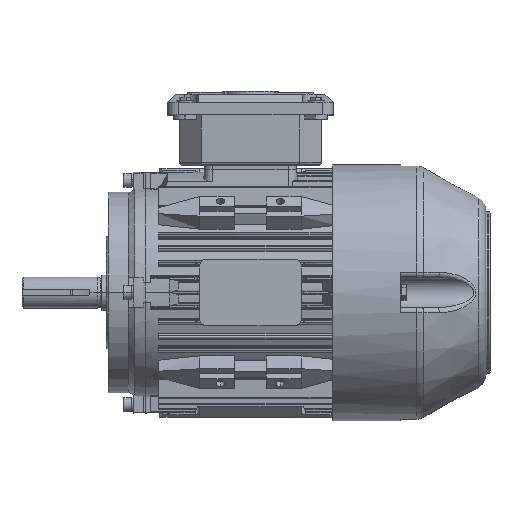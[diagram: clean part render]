
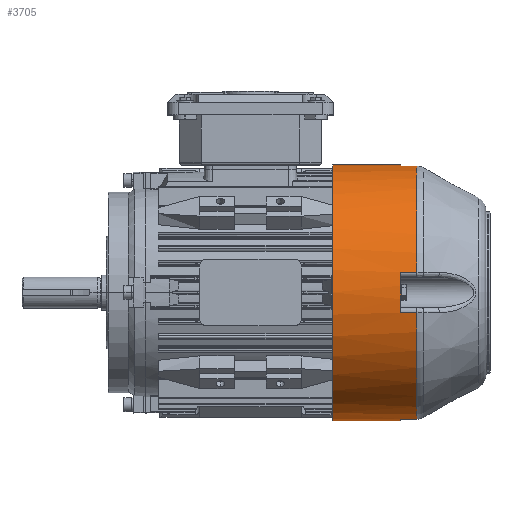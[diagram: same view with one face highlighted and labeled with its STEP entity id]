
A CAD part, top view. The second image highlights one B-rep face of the part: STEP entity #3705.
In plain terms, the highlighted cylindrical face has radius 92 mm (diameter 184 mm), a partial arc.
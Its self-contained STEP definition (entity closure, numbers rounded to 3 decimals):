
#2904 = VERTEX_POINT ( 'NONE', #39829 ) ;
#3621 = ORIENTED_EDGE ( 'NONE', *, *, #3622, .F. ) ;
#3622 = EDGE_CURVE ( 'NONE', #2904, #3717, #42988, .T. ) ;
#3673 = VERTEX_POINT ( 'NONE', #43366 ) ;
#3674 = ORIENTED_EDGE ( 'NONE', *, *, #3675, .T. ) ;
#3675 = EDGE_CURVE ( 'NONE', #3673, #3676, #43365, .T. ) ;
#3676 = VERTEX_POINT ( 'NONE', #43358 ) ;
#3677 = ORIENTED_EDGE ( 'NONE', *, *, #3678, .T. ) ;
#3678 = EDGE_CURVE ( 'NONE', #3676, #3679, #43353, .T. ) ;
#3679 = VERTEX_POINT ( 'NONE', #43466 ) ;
#3680 = ORIENTED_EDGE ( 'NONE', *, *, #3681, .T. ) ;
#3681 = EDGE_CURVE ( 'NONE', #3679, #3710, #43465, .T. ) ;
#3688 = ORIENTED_EDGE ( 'NONE', *, *, #3690, .T. ) ;
#3690 = EDGE_CURVE ( 'NONE', #2904, #3691, #43421, .T. ) ;
#3691 = VERTEX_POINT ( 'NONE', #43416 ) ;
#3692 = ORIENTED_EDGE ( 'NONE', *, *, #3693, .T. ) ;
#3693 = EDGE_CURVE ( 'NONE', #3691, #3694, #43532, .T. ) ;
#3694 = VERTEX_POINT ( 'NONE', #43524 ) ;
#3695 = ORIENTED_EDGE ( 'NONE', *, *, #3696, .T. ) ;
#3696 = EDGE_CURVE ( 'NONE', #3694, #3697, #43519, .T. ) ;
#3697 = VERTEX_POINT ( 'NONE', #43512 ) ;
#3699 = ORIENTED_EDGE ( 'NONE', *, *, #3700, .T. ) ;
#3700 = EDGE_CURVE ( 'NONE', #3697, #3701, #43508, .T. ) ;
#3701 = VERTEX_POINT ( 'NONE', #43501 ) ;
#3702 = ORIENTED_EDGE ( 'NONE', *, *, #3703, .T. ) ;
#3703 = EDGE_CURVE ( 'NONE', #3701, #3673, #43496, .T. ) ;
#3705 = ADVANCED_FACE ( 'NONE', ( #43481 ), #43477, .T. ) ;
#3706 = EDGE_LOOP ( 'NONE', ( #3707, #3712, #3715, #3621, #3688, #3692, #3695, #3699, #3702, #3674, #3677, #3680 ) ) ;
#3707 = ORIENTED_EDGE ( 'NONE', *, *, #3708, .T. ) ;
#3708 = EDGE_CURVE ( 'NONE', #3710, #3711, #43601, .T. ) ;
#3710 = VERTEX_POINT ( 'NONE', #43591 ) ;
#3711 = VERTEX_POINT ( 'NONE', #43587 ) ;
#3712 = ORIENTED_EDGE ( 'NONE', *, *, #3713, .T. ) ;
#3713 = EDGE_CURVE ( 'NONE', #3711, #3714, #43579, .T. ) ;
#3714 = VERTEX_POINT ( 'NONE', #43574 ) ;
#3715 = ORIENTED_EDGE ( 'NONE', *, *, #3716, .F. ) ;
#3716 = EDGE_CURVE ( 'NONE', #3717, #3714, #43570, .T. ) ;
#3717 = VERTEX_POINT ( 'NONE', #43561 ) ;
#39829 = CARTESIAN_POINT ( 'NONE',  ( 49., 0., 92. ) ) ;
#42985 = DIRECTION ( 'NONE',  ( -1., 0., 0. ) ) ;
#42986 = VECTOR ( 'NONE', #42985, 1000. ) ;
#42987 = CARTESIAN_POINT ( 'NONE',  ( 0., 0., 92. ) ) ;
#42988 = LINE ( 'NONE', #42987, #42986 ) ;
#43347 = DIRECTION ( 'NONE',  ( 0., 0., 1. ) ) ;
#43348 = DIRECTION ( 'NONE',  ( -1., 0., 0. ) ) ;
#43349 = CARTESIAN_POINT ( 'NONE',  ( 60.555, 0., 0. ) ) ;
#43351 = AXIS2_PLACEMENT_3D ( 'NONE', #43349, #43348, #43347 ) ;
#43353 = CIRCLE ( 'NONE', #43351, 92. ) ;
#43358 = CARTESIAN_POINT ( 'NONE',  ( 60.555, 90.855, -14.472 ) ) ;
#43359 = DIRECTION ( 'NONE',  ( 1., 0., 0. ) ) ;
#43361 = VECTOR ( 'NONE', #43359, 1000. ) ;
#43363 = CARTESIAN_POINT ( 'NONE',  ( 0., 90.855, -14.472 ) ) ;
#43365 = LINE ( 'NONE', #43363, #43361 ) ;
#43366 = CARTESIAN_POINT ( 'NONE',  ( 49., 90.855, -14.472 ) ) ;
#43416 = CARTESIAN_POINT ( 'NONE',  ( 49., 14.472, 90.855 ) ) ;
#43417 = DIRECTION ( 'NONE',  ( 0., 0., 1. ) ) ;
#43418 = DIRECTION ( 'NONE',  ( -1., 0., 0. ) ) ;
#43419 = CARTESIAN_POINT ( 'NONE',  ( 49., 0., 0. ) ) ;
#43420 = AXIS2_PLACEMENT_3D ( 'NONE', #43419, #43418, #43417 ) ;
#43421 = CIRCLE ( 'NONE', #43420, 92. ) ;
#43461 = DIRECTION ( 'NONE',  ( -1., 0., 0. ) ) ;
#43462 = VECTOR ( 'NONE', #43461, 1000. ) ;
#43463 = CARTESIAN_POINT ( 'NONE',  ( 0., 14.472, -90.855 ) ) ;
#43465 = LINE ( 'NONE', #43463, #43462 ) ;
#43466 = CARTESIAN_POINT ( 'NONE',  ( 60.555, 14.472, -90.855 ) ) ;
#43471 = DIRECTION ( 'NONE',  ( 0., 0., 1. ) ) ;
#43473 = DIRECTION ( 'NONE',  ( -1., 0., 0. ) ) ;
#43475 = CARTESIAN_POINT ( 'NONE',  ( 0., 0., 0. ) ) ;
#43476 = AXIS2_PLACEMENT_3D ( 'NONE', #43475, #43473, #43471 ) ;
#43477 = CYLINDRICAL_SURFACE ( 'NONE', #43476, 92. ) ;
#43481 = FACE_OUTER_BOUND ( 'NONE', #3706, .T. ) ;
#43490 = DIRECTION ( 'NONE',  ( 0., 0., 1. ) ) ;
#43491 = DIRECTION ( 'NONE',  ( -1., 0., 0. ) ) ;
#43493 = CARTESIAN_POINT ( 'NONE',  ( 49., 0., 0. ) ) ;
#43495 = AXIS2_PLACEMENT_3D ( 'NONE', #43493, #43491, #43490 ) ;
#43496 = CIRCLE ( 'NONE', #43495, 92. ) ;
#43501 = CARTESIAN_POINT ( 'NONE',  ( 49., 90.855, 14.472 ) ) ;
#43503 = DIRECTION ( 'NONE',  ( -1., 0., 0. ) ) ;
#43504 = VECTOR ( 'NONE', #43503, 1000. ) ;
#43506 = CARTESIAN_POINT ( 'NONE',  ( 0., 90.855, 14.472 ) ) ;
#43508 = LINE ( 'NONE', #43506, #43504 ) ;
#43512 = CARTESIAN_POINT ( 'NONE',  ( 60.555, 90.855, 14.472 ) ) ;
#43513 = DIRECTION ( 'NONE',  ( 0., 0., 1. ) ) ;
#43514 = DIRECTION ( 'NONE',  ( -1., 0., 0. ) ) ;
#43516 = CARTESIAN_POINT ( 'NONE',  ( 60.555, 0., 0. ) ) ;
#43517 = AXIS2_PLACEMENT_3D ( 'NONE', #43516, #43514, #43513 ) ;
#43519 = CIRCLE ( 'NONE', #43517, 92. ) ;
#43524 = CARTESIAN_POINT ( 'NONE',  ( 60.555, 14.472, 90.855 ) ) ;
#43526 = DIRECTION ( 'NONE',  ( 1., 0., 0. ) ) ;
#43528 = VECTOR ( 'NONE', #43526, 1000. ) ;
#43530 = CARTESIAN_POINT ( 'NONE',  ( 0., 14.472, 90.855 ) ) ;
#43532 = LINE ( 'NONE', #43530, #43528 ) ;
#43561 = CARTESIAN_POINT ( 'NONE',  ( 0., 0., 92. ) ) ;
#43563 = DIRECTION ( 'NONE',  ( 0., 0., 1. ) ) ;
#43565 = DIRECTION ( 'NONE',  ( -1., 0., 0. ) ) ;
#43567 = CARTESIAN_POINT ( 'NONE',  ( 0., 0., 0. ) ) ;
#43568 = AXIS2_PLACEMENT_3D ( 'NONE', #43567, #43565, #43563 ) ;
#43570 = CIRCLE ( 'NONE', #43568, 92. ) ;
#43574 = CARTESIAN_POINT ( 'NONE',  ( 0., 0., -92. ) ) ;
#43576 = DIRECTION ( 'NONE',  ( -1., 0., 0. ) ) ;
#43577 = VECTOR ( 'NONE', #43576, 1000. ) ;
#43578 = CARTESIAN_POINT ( 'NONE',  ( 0., 0., -92. ) ) ;
#43579 = LINE ( 'NONE', #43578, #43577 ) ;
#43587 = CARTESIAN_POINT ( 'NONE',  ( 49., 0., -92. ) ) ;
#43591 = CARTESIAN_POINT ( 'NONE',  ( 49., 14.472, -90.855 ) ) ;
#43594 = DIRECTION ( 'NONE',  ( 0., 0., 1. ) ) ;
#43596 = DIRECTION ( 'NONE',  ( -1., 0., 0. ) ) ;
#43597 = CARTESIAN_POINT ( 'NONE',  ( 49., 0., 0. ) ) ;
#43599 = AXIS2_PLACEMENT_3D ( 'NONE', #43597, #43596, #43594 ) ;
#43601 = CIRCLE ( 'NONE', #43599, 92. ) ;
